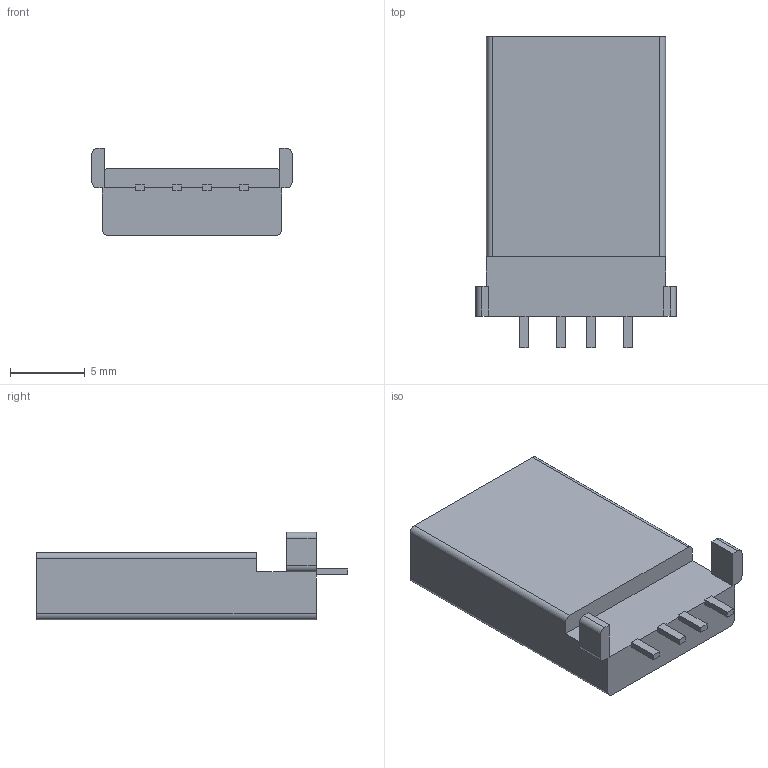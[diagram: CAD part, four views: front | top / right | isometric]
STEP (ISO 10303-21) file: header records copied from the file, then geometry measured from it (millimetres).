
FILE_DESCRIPTION (( 'STEP AP214' ), '1' );
FILE_NAME ('USB-A-U-G-04WS-W-03.STEP', '2020-09-04T18:27:29', ( '' ), ( '' ), 'SwSTEP 2.0', 'SolidWorks 2020', '' );
FILE_SCHEMA (( 'AUTOMOTIVE_DESIGN' ));
Length unit declared in the file: millimetre
Products named in the file (1): USB-A-U-G-04WS-W-03
Bounding box: 13.42 x 20.85 x 5.85 mm (x, y, z)
Volume: 773.8 mm3; surface area: 987.5 mm2
Topology: 1 solids, 1 shells, 55 faces, 146 edges, 94 vertices
Faces by surface type: plane 47, cylinder 8
Entity records: 1710 total; most frequent: CARTESIAN_POINT 296, ORIENTED_EDGE 292, DIRECTION 274, EDGE_CURVE 146, VECTOR 130, LINE 130, VERTEX_POINT 94, AXIS2_PLACEMENT_3D 72
